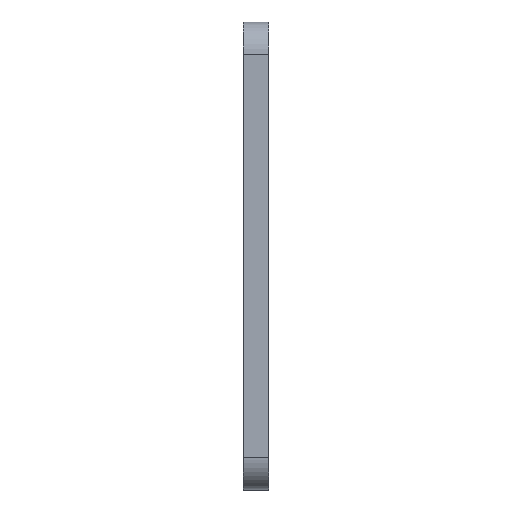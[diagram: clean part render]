
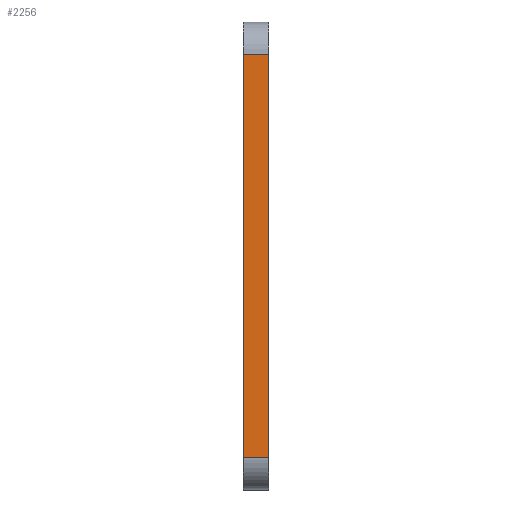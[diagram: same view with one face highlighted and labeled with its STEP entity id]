
A CAD part, top view. The second image highlights one B-rep face of the part: STEP entity #2256.
In plain terms, the highlighted free-form (B-spline) face has degree [1, 1] with [2, 2] control points.
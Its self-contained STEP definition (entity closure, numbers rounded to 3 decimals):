
#1912 = VERTEX_POINT('', #1913);
#1913 = CARTESIAN_POINT('', (25., 390., 702.5));
#1919 = EDGE_CURVE('', #1920, #1912, #1922, .T.);
#1920 = VERTEX_POINT('', #1921);
#1921 = CARTESIAN_POINT('', (25., -390., 702.5));
#1922 = B_SPLINE_CURVE_WITH_KNOTS('', 1, (#1923, #1924), .UNSPECIFIED., .F., .U., (2, 2), (0., 1.), .UNSPECIFIED.);
#1923 = CARTESIAN_POINT('', (25., -390., 702.5));
#1924 = CARTESIAN_POINT('', (25., 390., 702.5));
#2223 = EDGE_CURVE('', #2224, #1912, #2226, .T.);
#2224 = VERTEX_POINT('', #2225);
#2225 = CARTESIAN_POINT('', (-25., 390., 702.5));
#2226 = B_SPLINE_CURVE_WITH_KNOTS('', 1, (#2227, #2228), .UNSPECIFIED., .F., .U., (2, 2), (0., 1.), .UNSPECIFIED.);
#2227 = CARTESIAN_POINT('', (-25., 390., 702.5));
#2228 = CARTESIAN_POINT('', (25., 390., 702.5));
#2256 = ADVANCED_FACE('', (#2257), #2273, .T.);
#2257 = FACE_OUTER_BOUND('', #2258, .T.);
#2258 = EDGE_LOOP('', (#2259, #2266, #2267, #2268));
#2259 = ORIENTED_EDGE('', *, *, #2260, .T.);
#2260 = EDGE_CURVE('', #2261, #1920, #2263, .T.);
#2261 = VERTEX_POINT('', #2262);
#2262 = CARTESIAN_POINT('', (-25., -390., 702.5));
#2263 = B_SPLINE_CURVE_WITH_KNOTS('', 1, (#2264, #2265), .UNSPECIFIED., .F., .U., (2, 2), (0., 1.), .UNSPECIFIED.);
#2264 = CARTESIAN_POINT('', (-25., -390., 702.5));
#2265 = CARTESIAN_POINT('', (25., -390., 702.5));
#2266 = ORIENTED_EDGE('', *, *, #1919, .T.);
#2267 = ORIENTED_EDGE('', *, *, #2223, .F.);
#2268 = ORIENTED_EDGE('', *, *, #2269, .F.);
#2269 = EDGE_CURVE('', #2261, #2224, #2270, .T.);
#2270 = B_SPLINE_CURVE_WITH_KNOTS('', 1, (#2271, #2272), .UNSPECIFIED., .F., .U., (2, 2), (0., 1.), .UNSPECIFIED.);
#2271 = CARTESIAN_POINT('', (-25., -390., 702.5));
#2272 = CARTESIAN_POINT('', (-25., 390., 702.5));
#2273 = B_SPLINE_SURFACE_WITH_KNOTS('', 1, 1, ((#2274, #2275), (#2276, #2277)), .UNSPECIFIED., .F., .F., .U., (2, 2), (2, 2), (-0.001, 50.001), (-0.001, 780.001), .UNSPECIFIED.);
#2274 = CARTESIAN_POINT('', (-25.001, -390.001, 702.5));
#2275 = CARTESIAN_POINT('', (-25.001, 390.001, 702.5));
#2276 = CARTESIAN_POINT('', (25.001, -390.001, 702.5));
#2277 = CARTESIAN_POINT('', (25.001, 390.001, 702.5));
